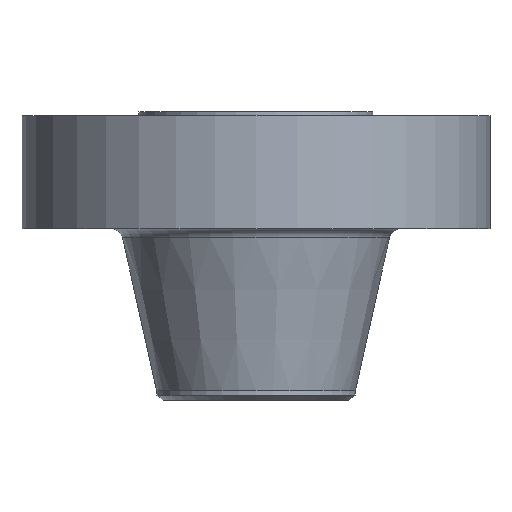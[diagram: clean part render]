
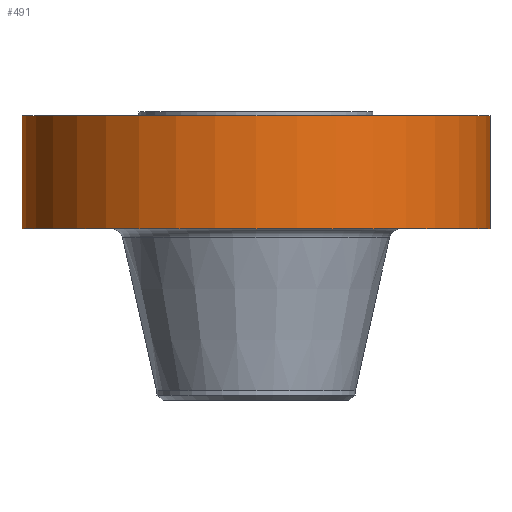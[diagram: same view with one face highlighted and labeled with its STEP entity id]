
A CAD part, front view. The second image highlights one B-rep face of the part: STEP entity #491.
In plain terms, the highlighted cylindrical face has radius 381 mm (diameter 762 mm), a partial arc.
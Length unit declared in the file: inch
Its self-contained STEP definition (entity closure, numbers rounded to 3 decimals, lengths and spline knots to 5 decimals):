
#15 = DIRECTION ( 'NONE',  ( 1., 0., 0. ) ) ;
#28 = CARTESIAN_POINT ( 'NONE',  ( 0., 0., 0. ) ) ;
#99 = CARTESIAN_POINT ( 'NONE',  ( -15., 0., -7.5 ) ) ;
#133 = ORIENTED_EDGE ( 'NONE', *, *, #1048, .F. ) ;
#188 = EDGE_CURVE ( 'NONE', #496, #463, #475, .T. ) ;
#253 = EDGE_LOOP ( 'NONE', ( #133, #1263, #1186, #693 ) ) ;
#304 = LINE ( 'NONE', #1343, #965 ) ;
#345 = DIRECTION ( 'NONE',  ( 0., 0., 1. ) ) ;
#376 = DIRECTION ( 'NONE',  ( 0., 0., 1. ) ) ;
#436 = CARTESIAN_POINT ( 'NONE',  ( -15., 0., -0.25 ) ) ;
#441 = EDGE_CURVE ( 'NONE', #1058, #1165, #498, .T. ) ;
#463 = VERTEX_POINT ( 'NONE', #1034 ) ;
#475 = CIRCLE ( 'NONE', #1390, 15. ) ;
#476 = DIRECTION ( 'NONE',  ( 0., 0., 1. ) ) ;
#491 = ADVANCED_FACE ( 'NONE', ( #698 ), #591, .T. ) ;
#496 = VERTEX_POINT ( 'NONE', #436 ) ;
#498 = CIRCLE ( 'NONE', #1319, 15. ) ;
#526 = AXIS2_PLACEMENT_3D ( 'NONE', #28, #476, #1111 ) ;
#591 = CYLINDRICAL_SURFACE ( 'NONE', #526, 15. ) ;
#665 = CARTESIAN_POINT ( 'NONE',  ( 15., 0., 0. ) ) ;
#693 = ORIENTED_EDGE ( 'NONE', *, *, #188, .F. ) ;
#698 = FACE_OUTER_BOUND ( 'NONE', #253, .T. ) ;
#810 = LINE ( 'NONE', #665, #949 ) ;
#949 = VECTOR ( 'NONE', #1256, 39.37008 ) ;
#965 = VECTOR ( 'NONE', #345, 39.37008 ) ;
#1026 = CARTESIAN_POINT ( 'NONE',  ( 0., 0., -7.5 ) ) ;
#1034 = CARTESIAN_POINT ( 'NONE',  ( 15., 0., -0.25 ) ) ;
#1048 = EDGE_CURVE ( 'NONE', #1058, #496, #304, .T. ) ;
#1058 = VERTEX_POINT ( 'NONE', #99 ) ;
#1068 = CARTESIAN_POINT ( 'NONE',  ( 0., 0., -0.25 ) ) ;
#1110 = CARTESIAN_POINT ( 'NONE',  ( 15., 0., -7.5 ) ) ;
#1111 = DIRECTION ( 'NONE',  ( 1., 0., 0. ) ) ;
#1165 = VERTEX_POINT ( 'NONE', #1110 ) ;
#1186 = ORIENTED_EDGE ( 'NONE', *, *, #1440, .T. ) ;
#1256 = DIRECTION ( 'NONE',  ( 0., 0., 1. ) ) ;
#1263 = ORIENTED_EDGE ( 'NONE', *, *, #441, .T. ) ;
#1283 = DIRECTION ( 'NONE',  ( 1., 0., 0. ) ) ;
#1319 = AXIS2_PLACEMENT_3D ( 'NONE', #1026, #1340, #15 ) ;
#1340 = DIRECTION ( 'NONE',  ( 0., 0., 1. ) ) ;
#1343 = CARTESIAN_POINT ( 'NONE',  ( -15., 0., 0. ) ) ;
#1390 = AXIS2_PLACEMENT_3D ( 'NONE', #1068, #376, #1283 ) ;
#1440 = EDGE_CURVE ( 'NONE', #1165, #463, #810, .T. ) ;
